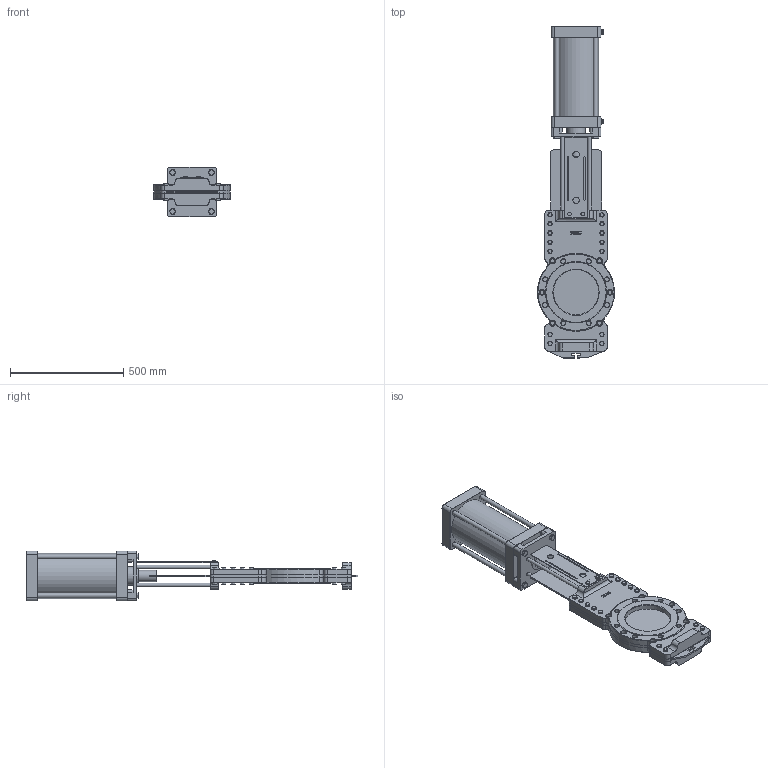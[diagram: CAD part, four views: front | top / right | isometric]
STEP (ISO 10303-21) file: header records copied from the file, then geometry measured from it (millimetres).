
FILE_DESCRIPTION(/* description */ (''),/* implementation_level */ '2;1');
FILE_NAME(/* name */ 'DN200_3D_STEP.stp',/* time_stamp */ '2025-04-21T00:46:12+03:00',/* author */ ('igorr'),/* organization */ (''),/* preprocessor_version */ 'ST-DEVELOPER v20',/* originating_system */ 'Autodesk Inventor 2025',/* authorisation */ '');
FILE_SCHEMA (('AUTOMOTIVE_DESIGN { 1 0 10303 214 3 1 1 }'));
Length unit declared in the file: millimetre
Products named in the file (6): Сборка; Деталь; SC 125x145; AS 1110 - M16 x 25; AS 1110 - M10 x 16; AS 1110 - M12 x 20
Assembly tree (48 placements, depth 2):
  Сборка
    Деталь
    SC 125x145
    AS 1110 - M16 x 25  x4
    AS 1110 - M10 x 16  x2
    AS 1110 - M12 x 20  x40
Bounding box: 339.76 x 1464 x 220 mm (x, y, z)
Volume: 28780371.4 mm3; surface area: 2289214.1 mm2
Topology: 48 solids, 48 shells, 1715 faces, 3799 edges, 2322 vertices
Faces by surface type: plane 929, cone 344, cylinder 331, torus 56, bspline 55
Full cylindrical faces by diameter (mm): 7.426 x2, 10 x4, 12 x44, 14 x46, 14.593 x2, 16 x10, 18 x44, 19.114 x2, 20 x24, 24 x4, 25 x14, 27.951 x2, 50 x1, 80 x1, 115.43 x2, 200 x3, 266 x2
Entity records: 22530 total; most frequent: CARTESIAN_POINT 5428, DIRECTION 3490, ORIENTED_EDGE 3212, EDGE_CURVE 1606, AXIS2_PLACEMENT_3D 1382, VERTEX_POINT 1032, EDGE_LOOP 840, LINE 726
